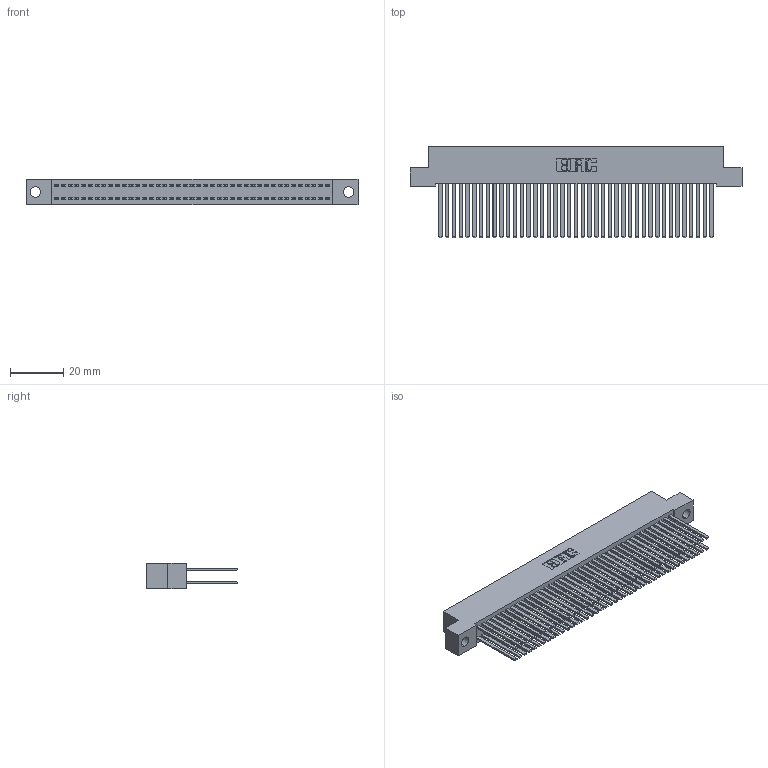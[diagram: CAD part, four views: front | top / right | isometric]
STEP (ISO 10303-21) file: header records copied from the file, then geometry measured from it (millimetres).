
FILE_DESCRIPTION (( 'STEP AP203' ), '1' );
FILE_NAME ('342-082-544-204.STEP', '2019-10-04T12:14:05', ( '' ), ( '' ), 'SwSTEP 2.0', 'SolidWorks 2016', '' );
FILE_SCHEMA (( 'CONFIG_CONTROL_DESIGN' ));
Length unit declared in the file: inch
Products named in the file (3): 345-292-001_345-293-144; 342-082-544-204; 342 Part_.156 TH
Assembly tree (83 placements, depth 2):
  342-082-544-204
    342 Part_.156 TH
    345-292-001_345-293-144  x82
Bounding box: 124.46 x 34.3 x 9.4 mm (x, y, z)
Volume: 12240.4 mm3; surface area: 22907.3 mm2
Topology: 83 solids, 83 shells, 3882 faces, 11533 edges, 7578 vertices
Faces by surface type: plane 2690, cylinder 1192
Entity records: 26193 total; most frequent: CARTESIAN_POINT 4338, ORIENTED_EDGE 4274, DIRECTION 3705, EDGE_CURVE 2137, VECTOR 2013, LINE 2013, VERTEX_POINT 1422, AXIS2_PLACEMENT_3D 846
